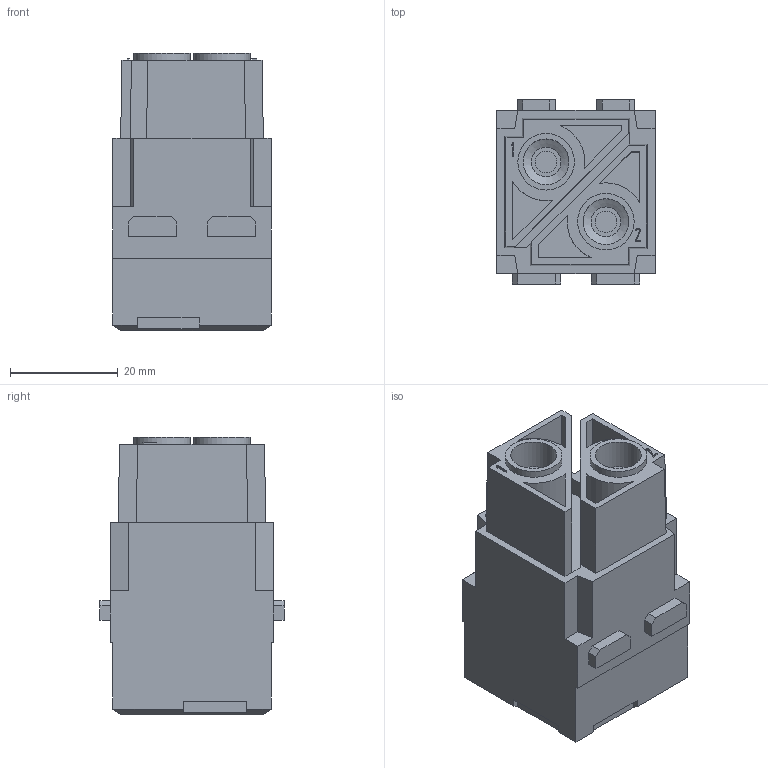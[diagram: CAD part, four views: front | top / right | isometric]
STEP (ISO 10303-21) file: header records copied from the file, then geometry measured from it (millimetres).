
FILE_DESCRIPTION(/* description */ (''),/* implementation_level */ '2;1');
FILE_NAME(/* name */ '100195468ugm000_c.stp',/* time_stamp */ '2019-03-26T14:03:54+01:00',/* author */ (''),/* organization */ (''),/* preprocessor_version */ 'ST-DEVELOPER v16.7',/* originating_system */ 'SIEMENS PLM Software NX 12.0',/* authorisation */ '');
FILE_SCHEMA (('AUTOMOTIVE_DESIGN { 1 0 10303 214 3 1 1 1 }'));
Length unit declared in the file: millimetre
Products named in the file (1): 100195468ugm000_c
Bounding box: 29.4 x 34.2 x 51.6 mm (x, y, z)
Volume: 31589.2 mm3; surface area: 14024.5 mm2
Topology: 1 solids, 1 shells, 323 faces, 948 edges, 781 vertices
Faces by surface type: plane 248, cylinder 35, extrusion 24, cone 10, torus 4, bspline 2
Full cylindrical faces by diameter (mm): 0.683 x1, 0.807 x1, 4 x2, 5.5 x2, 8.2 x3, 8.5 x2, 8.53 x2, 10.5 x2, 11.95 x2
Entity records: 13155 total; most frequent: CARTESIAN_POINT 2361, ORIENTED_EDGE 1570, DIRECTION 1538, EDGE_CURVE 785, VECTOR 740, LINE 716, VERTEX_POINT 535, PRESENTATION_STYLE_ASSIGNMENT 442
